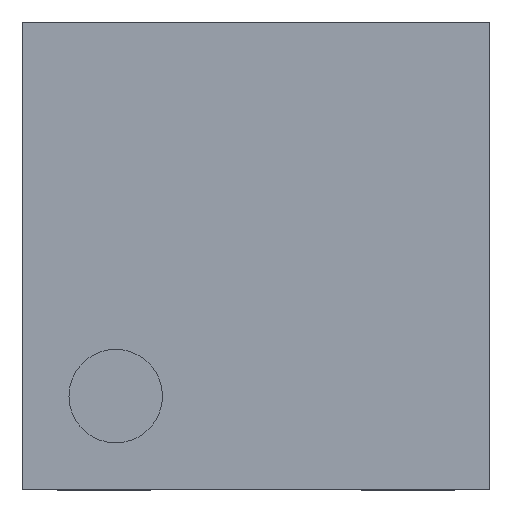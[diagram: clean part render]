
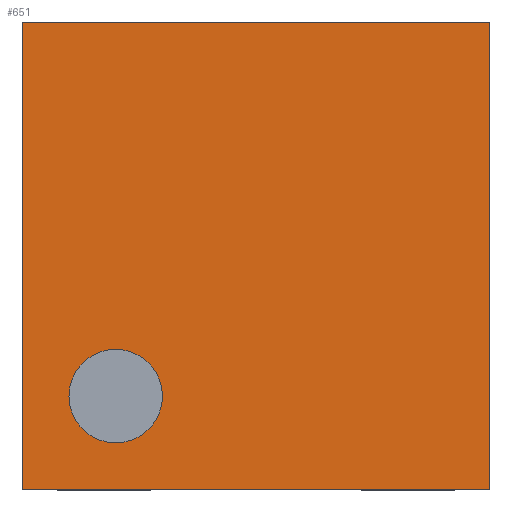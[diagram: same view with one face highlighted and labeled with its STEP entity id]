
A CAD part, top view. The second image highlights one B-rep face of the part: STEP entity #651.
In plain terms, the highlighted planar face has unit normal (0, 0, 1).
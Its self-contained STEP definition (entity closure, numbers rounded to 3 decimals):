
#19=FACE_BOUND('',#117,.T.);
#25=PLANE('',#714);
#74=FACE_OUTER_BOUND('',#116,.T.);
#116=EDGE_LOOP('',(#491,#492,#493,#494));
#117=EDGE_LOOP('',(#495));
#156=LINE('',#940,#241);
#159=LINE('',#946,#244);
#162=LINE('',#952,#247);
#165=LINE('',#956,#250);
#241=VECTOR('',#765,10.);
#244=VECTOR('',#770,10.);
#247=VECTOR('',#775,10.);
#250=VECTOR('',#780,10.);
#323=CIRCLE('',#707,0.1);
#325=VERTEX_POINT('',#927);
#329=VERTEX_POINT('',#937);
#330=VERTEX_POINT('',#939);
#332=VERTEX_POINT('',#945);
#334=VERTEX_POINT('',#951);
#383=EDGE_CURVE('',#325,#325,#323,.T.);
#388=EDGE_CURVE('',#330,#329,#156,.T.);
#391=EDGE_CURVE('',#332,#330,#159,.T.);
#394=EDGE_CURVE('',#334,#332,#162,.T.);
#397=EDGE_CURVE('',#329,#334,#165,.T.);
#491=ORIENTED_EDGE('',*,*,#397,.T.);
#492=ORIENTED_EDGE('',*,*,#394,.T.);
#493=ORIENTED_EDGE('',*,*,#391,.T.);
#494=ORIENTED_EDGE('',*,*,#388,.T.);
#495=ORIENTED_EDGE('',*,*,#383,.T.);
#651=ADVANCED_FACE('',(#74,#19),#25,.T.);
#707=AXIS2_PLACEMENT_3D('',#928,#754,#755);
#714=AXIS2_PLACEMENT_3D('',#957,#781,#782);
#754=DIRECTION('center_axis',(0.,0.,-1.));
#755=DIRECTION('ref_axis',(-1.,0.,0.));
#765=DIRECTION('',(0.,-1.,0.));
#770=DIRECTION('',(-1.,0.,0.));
#775=DIRECTION('',(0.,1.,0.));
#780=DIRECTION('',(1.,0.,0.));
#781=DIRECTION('center_axis',(0.,0.,1.));
#782=DIRECTION('ref_axis',(1.,0.,0.));
#927=CARTESIAN_POINT('',(-0.2,-0.3,0.38));
#928=CARTESIAN_POINT('Origin',(-0.3,-0.3,0.38));
#937=CARTESIAN_POINT('',(-0.5,-0.5,0.38));
#939=CARTESIAN_POINT('',(-0.5,0.5,0.38));
#940=CARTESIAN_POINT('',(-0.5,-0.5,0.38));
#945=CARTESIAN_POINT('',(0.5,0.5,0.38));
#946=CARTESIAN_POINT('',(-0.5,0.5,0.38));
#951=CARTESIAN_POINT('',(0.5,-0.5,0.38));
#952=CARTESIAN_POINT('',(0.5,0.5,0.38));
#956=CARTESIAN_POINT('',(0.5,-0.5,0.38));
#957=CARTESIAN_POINT('Origin',(0.,0.,0.38));
